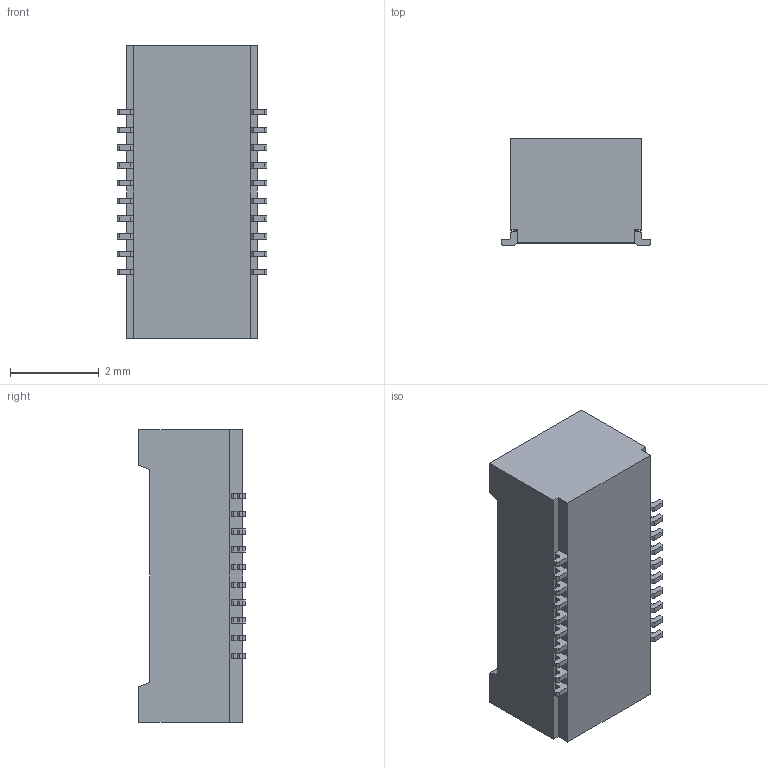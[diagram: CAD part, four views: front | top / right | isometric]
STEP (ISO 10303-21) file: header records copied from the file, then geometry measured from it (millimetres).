
FILE_DESCRIPTION (( 'STEP AP214' ), '1' );
FILE_NAME ('DF40HC(2.5)-20DS-0.4V(51).stp', '2023-03-14T13:19:48', ( '' ), ( '' ), 'SwSTEP 2.0', 'SolidWorks 2022', '' );
FILE_SCHEMA (( 'AUTOMOTIVE_DESIGN' ));
Length unit declared in the file: millimetre
Products named in the file (2): DF40HC(2.5)-20DS-0.4V(51); DF40C(2.5)-20DS-0.4V
Assembly tree (1 placements, depth 2):
  DF40HC(2.5)-20DS-0.4V(51)
    DF40C(2.5)-20DS-0.4V
Bounding box: 3.38 x 2.4 x 6.6 mm (x, y, z)
Volume: 33.3 mm3; surface area: 119.2 mm2
Topology: 1 solids, 1 shells, 478 faces, 1275 edges, 842 vertices
Faces by surface type: plane 365, cylinder 113
Entity records: 15614 total; most frequent: CARTESIAN_POINT 2647, ORIENTED_EDGE 2550, DIRECTION 2441, EDGE_CURVE 1275, VECTOR 1041, LINE 1041, VERTEX_POINT 842, AXIS2_PLACEMENT_3D 700
